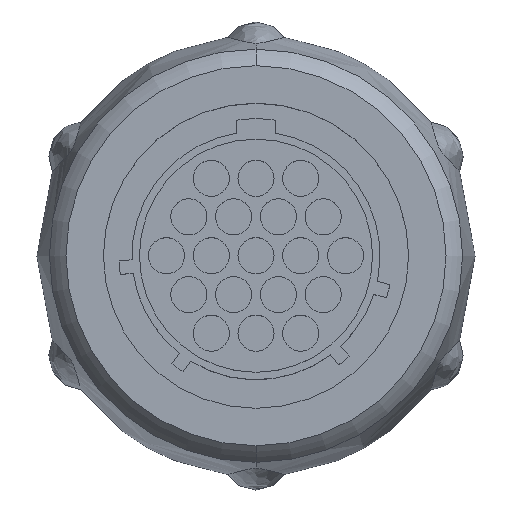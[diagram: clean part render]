
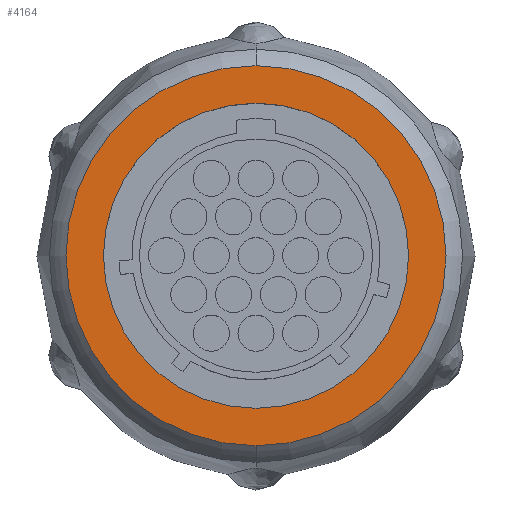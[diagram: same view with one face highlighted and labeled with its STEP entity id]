
A CAD part, top view. The second image highlights one B-rep face of the part: STEP entity #4164.
In plain terms, the highlighted planar face has unit normal (0, 0, 1).
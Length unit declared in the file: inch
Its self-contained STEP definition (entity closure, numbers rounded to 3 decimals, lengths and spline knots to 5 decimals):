
#1315=CARTESIAN_POINT('',(0.,0.,0.94488));
#1316=DIRECTION('',(0.,0.,1.));
#1317=DIRECTION('',(0.,1.,0.));
#1318=AXIS2_PLACEMENT_3D('',#1315,#1316,#1317);
#1320=CARTESIAN_POINT('',(0.,0.,0.94488));
#1321=DIRECTION('',(0.,0.,-1.));
#1322=DIRECTION('',(0.,1.,0.));
#1323=AXIS2_PLACEMENT_3D('',#1320,#1321,#1322);
#1325=CARTESIAN_POINT('',(0.,0.,0.94488));
#1326=DIRECTION('',(0.,0.,-1.));
#1327=DIRECTION('',(0.,1.,0.));
#1328=AXIS2_PLACEMENT_3D('',#1325,#1326,#1327);
#1338=CARTESIAN_POINT('',(0.,0.,0.94488));
#1339=DIRECTION('',(0.,0.,1.));
#1340=DIRECTION('',(0.,1.,0.));
#1341=AXIS2_PLACEMENT_3D('',#1338,#1339,#1340);
#3088=CARTESIAN_POINT('',(0.,0.55145,0.94488));
#3090=VERTEX_POINT('',#3088);
#3091=CARTESIAN_POINT('',(0.,0.44272,0.94488));
#3093=VERTEX_POINT('',#3091);
#3104=CARTESIAN_POINT('',(0.,-0.55145,0.94488));
#3106=VERTEX_POINT('',#3104);
#3107=CARTESIAN_POINT('',(0.,-0.44272,0.94488));
#3109=VERTEX_POINT('',#3107);
#4149=CARTESIAN_POINT('',(0.,0.,0.94488));
#4150=DIRECTION('',(0.,0.,-1.));
#4151=DIRECTION('',(0.,-1.,0.));
#4152=AXIS2_PLACEMENT_3D('',#4149,#4150,#4151);
#4153=PLANE('',#4152);
#4154=ORIENTED_EDGE('',*,*,#4142,.F.);
#4155=ORIENTED_EDGE('',*,*,#4131,.T.);
#4156=EDGE_LOOP('',(#4154,#4155));
#4157=FACE_OUTER_BOUND('',#4156,.F.);
#4159=ORIENTED_EDGE('',*,*,#4158,.F.);
#4161=ORIENTED_EDGE('',*,*,#4160,.T.);
#4162=EDGE_LOOP('',(#4159,#4161));
#4163=FACE_BOUND('',#4162,.F.);
#4164=ADVANCED_FACE('',(#4157,#4163),#4153,.F.);
#1319=CIRCLE('',#1318,0.55145);
#1324=CIRCLE('',#1323,0.55145);
#1329=CIRCLE('',#1328,0.44272);
#1342=CIRCLE('',#1341,0.44272);
#4131=EDGE_CURVE('',#3090,#3106,#1324,.T.);
#4142=EDGE_CURVE('',#3090,#3106,#1319,.T.);
#4158=EDGE_CURVE('',#3093,#3109,#1329,.T.);
#4160=EDGE_CURVE('',#3093,#3109,#1342,.T.);
